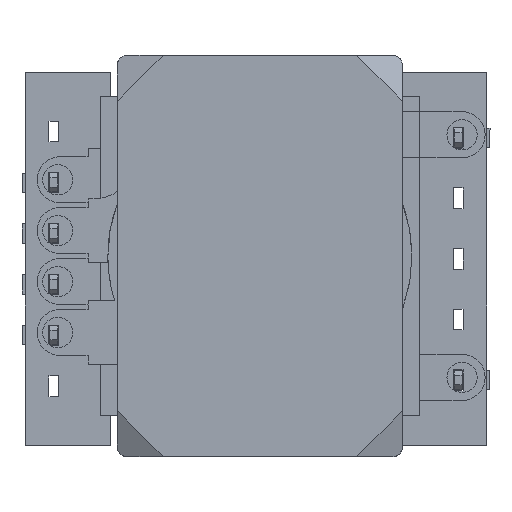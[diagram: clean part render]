
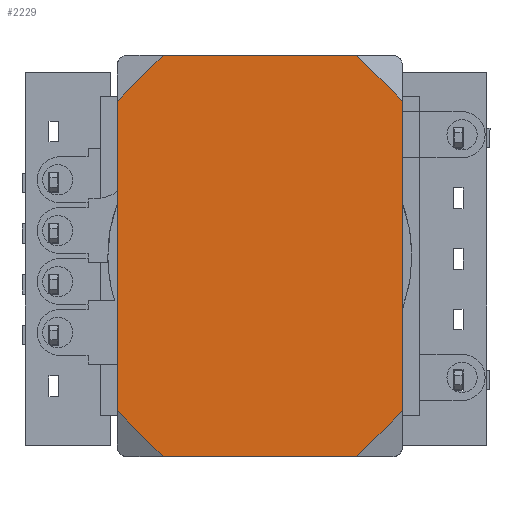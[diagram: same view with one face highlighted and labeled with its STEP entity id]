
A CAD part, top view. The second image highlights one B-rep face of the part: STEP entity #2229.
In plain terms, the highlighted planar face has unit normal (0, 0, 1).
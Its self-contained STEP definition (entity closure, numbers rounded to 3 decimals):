
#169 = PLANE ( 'NONE',  #1850 ) ;
#334 = EDGE_CURVE ( 'NONE', #6414, #6851, #7858, .T. ) ;
#368 = CARTESIAN_POINT ( 'NONE',  ( 1.435, -1.435, 0. ) ) ;
#443 = CARTESIAN_POINT ( 'NONE',  ( 15.03, 0., 0. ) ) ;
#636 = DIRECTION ( 'NONE',  ( -1., 0., 0. ) ) ;
#779 = CARTESIAN_POINT ( 'NONE',  ( 0., -2.87, 0. ) ) ;
#841 = CARTESIAN_POINT ( 'NONE',  ( 20.115, -20.115, 0. ) ) ;
#1023 = EDGE_CURVE ( 'NONE', #4479, #5790, #1832, .T. ) ;
#1087 = VECTOR ( 'NONE', #636, 1000. ) ;
#1088 = EDGE_CURVE ( 'NONE', #9448, #4479, #6645, .T. ) ;
#1198 = VECTOR ( 'NONE', #2699, 1000. ) ;
#1625 = CARTESIAN_POINT ( 'NONE',  ( 2.87, 0., 0. ) ) ;
#1631 = ORIENTED_EDGE ( 'NONE', *, *, #1088, .T. ) ;
#1832 = LINE ( 'NONE', #368, #5381 ) ;
#1850 = AXIS2_PLACEMENT_3D ( 'NONE', #9241, #5510, #2572 ) ;
#1943 = CARTESIAN_POINT ( 'NONE',  ( 0., -25.2, 0. ) ) ;
#2011 = VECTOR ( 'NONE', #3338, 1000. ) ;
#2071 = EDGE_CURVE ( 'NONE', #8251, #2670, #8231, .T. ) ;
#2111 = CARTESIAN_POINT ( 'NONE',  ( 17.9, -2.87, 0. ) ) ;
#2229 = ADVANCED_FACE ( 'NONE', ( #6752 ), #169, .T. ) ;
#2304 = EDGE_CURVE ( 'NONE', #2670, #9448, #6279, .T. ) ;
#2572 = DIRECTION ( 'NONE',  ( 1., 0., 0. ) ) ;
#2670 = VERTEX_POINT ( 'NONE', #2111 ) ;
#2699 = DIRECTION ( 'NONE',  ( 0.707, -0.707, 0. ) ) ;
#3039 = VECTOR ( 'NONE', #5491, 1000. ) ;
#3338 = DIRECTION ( 'NONE',  ( -0.707, 0.707, 0. ) ) ;
#3374 = ORIENTED_EDGE ( 'NONE', *, *, #7191, .T. ) ;
#3426 = EDGE_LOOP ( 'NONE', ( #3490, #6677, #8386, #6396, #1631, #8018, #3774, #3374 ) ) ;
#3434 = DIRECTION ( 'NONE',  ( -0.707, -0.707, 0. ) ) ;
#3490 = ORIENTED_EDGE ( 'NONE', *, *, #334, .T. ) ;
#3611 = CARTESIAN_POINT ( 'NONE',  ( 0., 0., 0. ) ) ;
#3774 = ORIENTED_EDGE ( 'NONE', *, *, #7062, .T. ) ;
#4123 = VECTOR ( 'NONE', #6670, 1000. ) ;
#4315 = LINE ( 'NONE', #7243, #1198 ) ;
#4479 = VERTEX_POINT ( 'NONE', #1625 ) ;
#4688 = DIRECTION ( 'NONE',  ( 0., 1., 0. ) ) ;
#4763 = CARTESIAN_POINT ( 'NONE',  ( 0., 0., 0. ) ) ;
#5081 = VECTOR ( 'NONE', #4688, 1000. ) ;
#5199 = CARTESIAN_POINT ( 'NONE',  ( 15.03, -25.2, 0. ) ) ;
#5230 = EDGE_CURVE ( 'NONE', #6851, #8251, #5990, .T. ) ;
#5381 = VECTOR ( 'NONE', #3434, 1000. ) ;
#5491 = DIRECTION ( 'NONE',  ( 0., -1., 0. ) ) ;
#5510 = DIRECTION ( 'NONE',  ( 0., 0., 1. ) ) ;
#5515 = CARTESIAN_POINT ( 'NONE',  ( 2.87, -25.2, 0. ) ) ;
#5771 = CARTESIAN_POINT ( 'NONE',  ( 17.9, -22.33, 0. ) ) ;
#5790 = VERTEX_POINT ( 'NONE', #779 ) ;
#5819 = VERTEX_POINT ( 'NONE', #8799 ) ;
#5990 = LINE ( 'NONE', #841, #4123 ) ;
#6279 = LINE ( 'NONE', #7807, #2011 ) ;
#6396 = ORIENTED_EDGE ( 'NONE', *, *, #2304, .T. ) ;
#6414 = VERTEX_POINT ( 'NONE', #5515 ) ;
#6431 = DIRECTION ( 'NONE',  ( 1., 0., 0. ) ) ;
#6645 = LINE ( 'NONE', #3611, #1087 ) ;
#6670 = DIRECTION ( 'NONE',  ( 0.707, 0.707, 0. ) ) ;
#6677 = ORIENTED_EDGE ( 'NONE', *, *, #5230, .T. ) ;
#6752 = FACE_OUTER_BOUND ( 'NONE', #3426, .T. ) ;
#6851 = VERTEX_POINT ( 'NONE', #5199 ) ;
#7062 = EDGE_CURVE ( 'NONE', #5790, #5819, #7691, .T. ) ;
#7191 = EDGE_CURVE ( 'NONE', #5819, #6414, #4315, .T. ) ;
#7243 = CARTESIAN_POINT ( 'NONE',  ( -11.165, -11.165, 0. ) ) ;
#7691 = LINE ( 'NONE', #4763, #3039 ) ;
#7807 = CARTESIAN_POINT ( 'NONE',  ( 7.515, 7.515, 0. ) ) ;
#7858 = LINE ( 'NONE', #1943, #8960 ) ;
#8018 = ORIENTED_EDGE ( 'NONE', *, *, #1023, .T. ) ;
#8231 = LINE ( 'NONE', #8281, #5081 ) ;
#8251 = VERTEX_POINT ( 'NONE', #5771 ) ;
#8281 = CARTESIAN_POINT ( 'NONE',  ( 17.9, 0., 0. ) ) ;
#8386 = ORIENTED_EDGE ( 'NONE', *, *, #2071, .T. ) ;
#8799 = CARTESIAN_POINT ( 'NONE',  ( 0., -22.33, 0. ) ) ;
#8960 = VECTOR ( 'NONE', #6431, 1000. ) ;
#9241 = CARTESIAN_POINT ( 'NONE',  ( 0., 0., 0. ) ) ;
#9448 = VERTEX_POINT ( 'NONE', #443 ) ;
